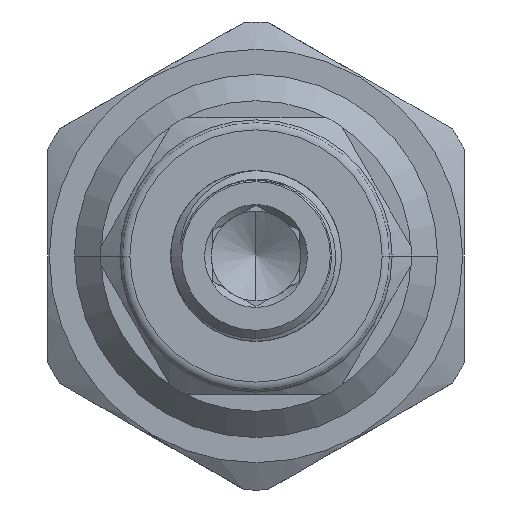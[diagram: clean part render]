
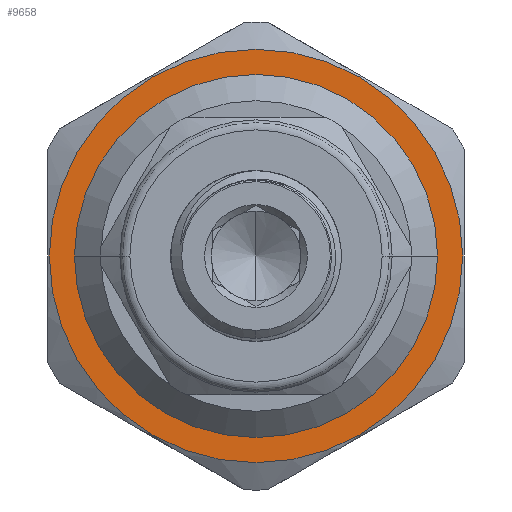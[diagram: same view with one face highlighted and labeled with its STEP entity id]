
A CAD part, left-side view. The second image highlights one B-rep face of the part: STEP entity #9658.
In plain terms, the highlighted planar face has unit normal (-1, 0, 0).
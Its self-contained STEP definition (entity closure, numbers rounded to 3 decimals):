
#1141 = AXIS2_PLACEMENT_3D ( 'NONE', #4936, #16117, #3735 ) ;
#1148 = FACE_OUTER_BOUND ( 'NONE', #8223, .T. ) ;
#1192 = DIRECTION ( 'NONE',  ( -1., 0., 0. ) ) ;
#1245 = DIRECTION ( 'NONE',  ( 0., 1., 0. ) ) ;
#1481 = VERTEX_POINT ( 'NONE', #2975 ) ;
#1572 = CARTESIAN_POINT ( 'NONE',  ( 13.84, 0., 0. ) ) ;
#1998 = VERTEX_POINT ( 'NONE', #6761 ) ;
#2614 = CARTESIAN_POINT ( 'NONE',  ( 13.84, 0., -8.3 ) ) ;
#2820 = DIRECTION ( 'NONE',  ( 0., -1., 0. ) ) ;
#2975 = CARTESIAN_POINT ( 'NONE',  ( 13.84, -8.3, 0. ) ) ;
#2993 = EDGE_CURVE ( 'NONE', #1481, #1998, #15352, .T. ) ;
#3383 = DIRECTION ( 'NONE',  ( -1., 0., 0. ) ) ;
#3515 = ORIENTED_EDGE ( 'NONE', *, *, #5539, .T. ) ;
#3735 = DIRECTION ( 'NONE',  ( 0., 1., 0. ) ) ;
#4936 = CARTESIAN_POINT ( 'NONE',  ( 13.84, 0., 0. ) ) ;
#5121 = VERTEX_POINT ( 'NONE', #5188 ) ;
#5188 = CARTESIAN_POINT ( 'NONE',  ( 13.84, -9.45, 0. ) ) ;
#5539 = EDGE_CURVE ( 'NONE', #5121, #14651, #7718, .T. ) ;
#5711 = CIRCLE ( 'NONE', #12421, 8.3 ) ;
#5933 = CARTESIAN_POINT ( 'NONE',  ( 13.84, 0., 0. ) ) ;
#6761 = CARTESIAN_POINT ( 'NONE',  ( 13.84, 8.3, 0. ) ) ;
#7718 = CIRCLE ( 'NONE', #14368, 9.45 ) ;
#7742 = CIRCLE ( 'NONE', #8882, 9.45 ) ;
#7771 = DIRECTION ( 'NONE',  ( 1., 0., 0. ) ) ;
#8172 = EDGE_CURVE ( 'NONE', #1998, #1481, #5711, .T. ) ;
#8223 = EDGE_LOOP ( 'NONE', ( #3515, #16183 ) ) ;
#8303 = EDGE_LOOP ( 'NONE', ( #8876, #8991 ) ) ;
#8399 = FACE_BOUND ( 'NONE', #8303, .T. ) ;
#8873 = PLANE ( 'NONE',  #11498 ) ;
#8876 = ORIENTED_EDGE ( 'NONE', *, *, #8172, .F. ) ;
#8882 = AXIS2_PLACEMENT_3D ( 'NONE', #1572, #11446, #10241 ) ;
#8991 = ORIENTED_EDGE ( 'NONE', *, *, #2993, .F. ) ;
#9658 = ADVANCED_FACE ( 'NONE', ( #8399, #1148 ), #8873, .F. ) ;
#10241 = DIRECTION ( 'NONE',  ( 0., 1., 0. ) ) ;
#11446 = DIRECTION ( 'NONE',  ( -1., 0., 0. ) ) ;
#11498 = AXIS2_PLACEMENT_3D ( 'NONE', #2614, #7771, #2820 ) ;
#12421 = AXIS2_PLACEMENT_3D ( 'NONE', #5933, #3383, #15773 ) ;
#13306 = CARTESIAN_POINT ( 'NONE',  ( 13.84, 9.45, 0. ) ) ;
#13683 = CARTESIAN_POINT ( 'NONE',  ( 13.84, 0., 0. ) ) ;
#13791 = EDGE_CURVE ( 'NONE', #14651, #5121, #7742, .T. ) ;
#14368 = AXIS2_PLACEMENT_3D ( 'NONE', #13683, #1192, #1245 ) ;
#14651 = VERTEX_POINT ( 'NONE', #13306 ) ;
#15352 = CIRCLE ( 'NONE', #1141, 8.3 ) ;
#15773 = DIRECTION ( 'NONE',  ( 0., 1., 0. ) ) ;
#16117 = DIRECTION ( 'NONE',  ( -1., 0., 0. ) ) ;
#16183 = ORIENTED_EDGE ( 'NONE', *, *, #13791, .T. ) ;
